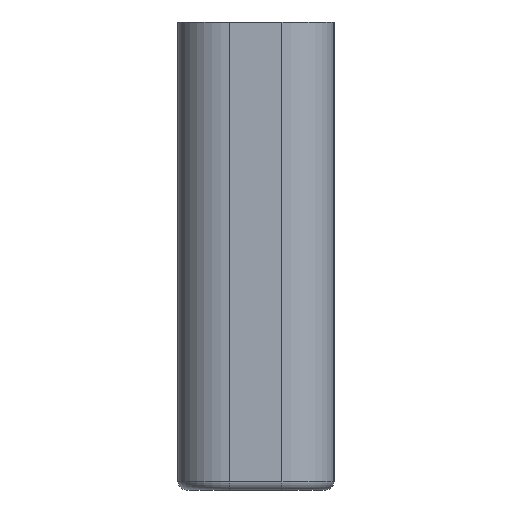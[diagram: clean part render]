
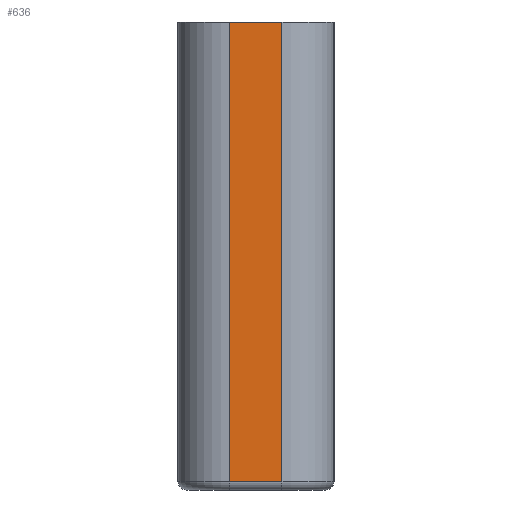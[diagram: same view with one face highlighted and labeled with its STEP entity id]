
A CAD part, left-side view. The second image highlights one B-rep face of the part: STEP entity #636.
In plain terms, the highlighted planar face has unit normal (-1, 0, 0).
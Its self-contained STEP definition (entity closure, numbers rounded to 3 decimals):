
#22=PLANE('',#713);
#56=FACE_OUTER_BOUND('',#100,.T.);
#100=EDGE_LOOP('',(#465,#466,#467,#468));
#138=LINE('',#1015,#182);
#149=LINE('',#1067,#193);
#150=LINE('',#1071,#194);
#151=LINE('',#1072,#195);
#182=VECTOR('',#785,10.);
#193=VECTOR('',#846,10.);
#194=VECTOR('',#851,10.);
#195=VECTOR('',#852,10.);
#273=VERTEX_POINT('',#1008);
#276=VERTEX_POINT('',#1013);
#292=VERTEX_POINT('',#1066);
#293=VERTEX_POINT('',#1070);
#332=EDGE_CURVE('',#276,#273,#138,.T.);
#358=EDGE_CURVE('',#273,#292,#149,.T.);
#360=EDGE_CURVE('',#293,#276,#150,.T.);
#361=EDGE_CURVE('',#292,#293,#151,.T.);
#465=ORIENTED_EDGE('',*,*,#332,.F.);
#466=ORIENTED_EDGE('',*,*,#360,.F.);
#467=ORIENTED_EDGE('',*,*,#361,.F.);
#468=ORIENTED_EDGE('',*,*,#358,.F.);
#636=ADVANCED_FACE('',(#56),#22,.T.);
#713=AXIS2_PLACEMENT_3D('',#1069,#849,#850);
#785=DIRECTION('',(0.,1.,0.));
#846=DIRECTION('',(0.,0.,1.));
#849=DIRECTION('center_axis',(-1.,0.,0.));
#850=DIRECTION('ref_axis',(0.,-1.,0.));
#851=DIRECTION('',(0.,0.,-1.));
#852=DIRECTION('',(0.,-1.,0.));
#1008=CARTESIAN_POINT('',(-125.,6.,0.5));
#1013=CARTESIAN_POINT('',(-125.,3.,0.5));
#1015=CARTESIAN_POINT('',(-125.,6.75,0.5));
#1066=CARTESIAN_POINT('',(-125.,6.,27.));
#1067=CARTESIAN_POINT('',(-125.,6.,0.));
#1069=CARTESIAN_POINT('Origin',(-125.,9.,0.));
#1070=CARTESIAN_POINT('',(-125.,3.,27.));
#1071=CARTESIAN_POINT('',(-125.,3.,0.));
#1072=CARTESIAN_POINT('',(-125.,9.,27.));
